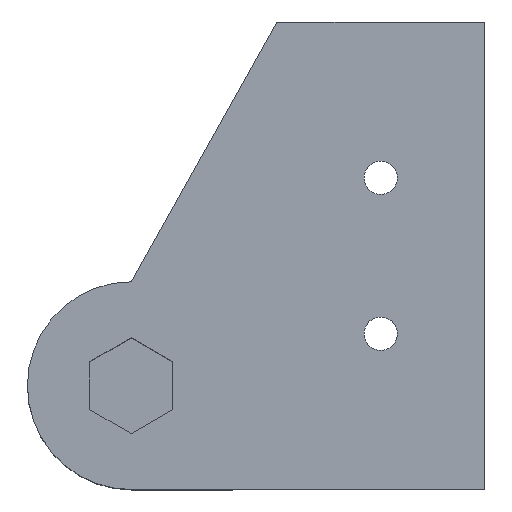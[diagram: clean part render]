
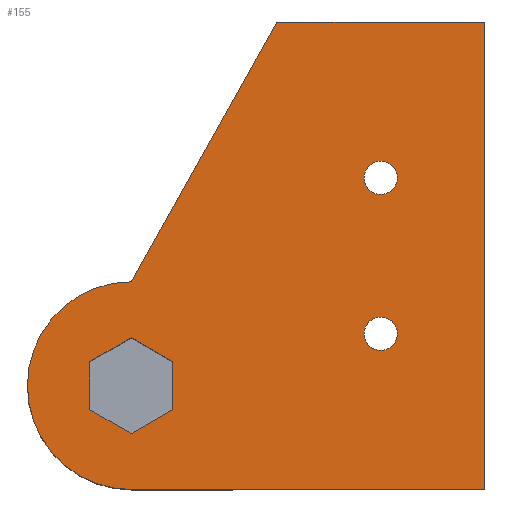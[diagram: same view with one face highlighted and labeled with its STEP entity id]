
A CAD part, top view. The second image highlights one B-rep face of the part: STEP entity #155.
In plain terms, the highlighted planar face has unit normal (0, 0, 1).
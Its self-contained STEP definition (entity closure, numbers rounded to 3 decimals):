
#24 = VERTEX_POINT('',#25);
#25 = CARTESIAN_POINT('',(150.,-95.,0.));
#31 = EDGE_CURVE('',#24,#32,#34,.T.);
#32 = VERTEX_POINT('',#33);
#33 = CARTESIAN_POINT('',(150.,-50.,0.));
#34 = LINE('',#35,#36);
#35 = CARTESIAN_POINT('',(150.,-95.,0.));
#36 = VECTOR('',#37,1.);
#37 = DIRECTION('',(0.,1.,0.));
#113 = VERTEX_POINT('',#114);
#114 = CARTESIAN_POINT('',(116.,-95.,0.));
#120 = EDGE_CURVE('',#24,#113,#121,.T.);
#121 = LINE('',#122,#123);
#122 = CARTESIAN_POINT('',(150.,-95.,0.));
#123 = VECTOR('',#124,1.);
#124 = DIRECTION('',(-1.,-0.,-0.));
#155 = ADVANCED_FACE('',(#156,#183,#194,#244),#255,.T.);
#156 = FACE_BOUND('',#157,.F.);
#157 = EDGE_LOOP('',(#158,#159,#168,#176,#182));
#158 = ORIENTED_EDGE('',*,*,#120,.T.);
#159 = ORIENTED_EDGE('',*,*,#160,.T.);
#160 = EDGE_CURVE('',#113,#161,#163,.T.);
#161 = VERTEX_POINT('',#162);
#162 = CARTESIAN_POINT('',(116.,-75.,0.));
#163 = CIRCLE('',#164,10.);
#164 = AXIS2_PLACEMENT_3D('',#165,#166,#167);
#165 = CARTESIAN_POINT('',(116.,-85.,0.));
#166 = DIRECTION('',(0.,0.,-1.));
#167 = DIRECTION('',(-1.,-0.,-0.));
#168 = ORIENTED_EDGE('',*,*,#169,.F.);
#169 = EDGE_CURVE('',#170,#161,#172,.T.);
#170 = VERTEX_POINT('',#171);
#171 = CARTESIAN_POINT('',(130.,-50.,0.));
#172 = LINE('',#173,#174);
#173 = CARTESIAN_POINT('',(130.,-50.,0.));
#174 = VECTOR('',#175,1.);
#175 = DIRECTION('',(-0.489,-0.873,-0.));
#176 = ORIENTED_EDGE('',*,*,#177,.F.);
#177 = EDGE_CURVE('',#32,#170,#178,.T.);
#178 = LINE('',#179,#180);
#179 = CARTESIAN_POINT('',(150.,-50.,0.));
#180 = VECTOR('',#181,1.);
#181 = DIRECTION('',(-1.,-0.,-0.));
#182 = ORIENTED_EDGE('',*,*,#31,.F.);
#183 = FACE_BOUND('',#184,.F.);
#184 = EDGE_LOOP('',(#185));
#185 = ORIENTED_EDGE('',*,*,#186,.F.);
#186 = EDGE_CURVE('',#187,#187,#189,.T.);
#187 = VERTEX_POINT('',#188);
#188 = CARTESIAN_POINT('',(141.6,-80.,0.));
#189 = CIRCLE('',#190,1.6);
#190 = AXIS2_PLACEMENT_3D('',#191,#192,#193);
#191 = CARTESIAN_POINT('',(140.,-80.,0.));
#192 = DIRECTION('',(0.,0.,-1.));
#193 = DIRECTION('',(1.,0.,0.));
#194 = FACE_BOUND('',#195,.F.);
#195 = EDGE_LOOP('',(#196,#206,#214,#222,#230,#238));
#196 = ORIENTED_EDGE('',*,*,#197,.F.);
#197 = EDGE_CURVE('',#198,#200,#202,.T.);
#198 = VERTEX_POINT('',#199);
#199 = CARTESIAN_POINT('',(120.,-82.691,0.));
#200 = VERTEX_POINT('',#201);
#201 = CARTESIAN_POINT('',(120.,-87.309,0.));
#202 = LINE('',#203,#204);
#203 = CARTESIAN_POINT('',(120.,-82.691,0.));
#204 = VECTOR('',#205,1.);
#205 = DIRECTION('',(-0.,-1.,-0.));
#206 = ORIENTED_EDGE('',*,*,#207,.F.);
#207 = EDGE_CURVE('',#208,#198,#210,.T.);
#208 = VERTEX_POINT('',#209);
#209 = CARTESIAN_POINT('',(116.,-80.381,0.));
#210 = LINE('',#211,#212);
#211 = CARTESIAN_POINT('',(116.,-80.381,0.));
#212 = VECTOR('',#213,1.);
#213 = DIRECTION('',(0.866,-0.5,0.));
#214 = ORIENTED_EDGE('',*,*,#215,.F.);
#215 = EDGE_CURVE('',#216,#208,#218,.T.);
#216 = VERTEX_POINT('',#217);
#217 = CARTESIAN_POINT('',(112.,-82.691,0.));
#218 = LINE('',#219,#220);
#219 = CARTESIAN_POINT('',(112.,-82.691,0.));
#220 = VECTOR('',#221,1.);
#221 = DIRECTION('',(0.866,0.5,0.));
#222 = ORIENTED_EDGE('',*,*,#223,.F.);
#223 = EDGE_CURVE('',#224,#216,#226,.T.);
#224 = VERTEX_POINT('',#225);
#225 = CARTESIAN_POINT('',(112.,-87.309,0.));
#226 = LINE('',#227,#228);
#227 = CARTESIAN_POINT('',(112.,-87.309,0.));
#228 = VECTOR('',#229,1.);
#229 = DIRECTION('',(0.,1.,0.));
#230 = ORIENTED_EDGE('',*,*,#231,.F.);
#231 = EDGE_CURVE('',#232,#224,#234,.T.);
#232 = VERTEX_POINT('',#233);
#233 = CARTESIAN_POINT('',(116.,-89.619,0.));
#234 = LINE('',#235,#236);
#235 = CARTESIAN_POINT('',(116.,-89.619,0.));
#236 = VECTOR('',#237,1.);
#237 = DIRECTION('',(-0.866,0.5,0.));
#238 = ORIENTED_EDGE('',*,*,#239,.F.);
#239 = EDGE_CURVE('',#200,#232,#240,.T.);
#240 = LINE('',#241,#242);
#241 = CARTESIAN_POINT('',(120.,-87.309,0.));
#242 = VECTOR('',#243,1.);
#243 = DIRECTION('',(-0.866,-0.5,-0.));
#244 = FACE_BOUND('',#245,.F.);
#245 = EDGE_LOOP('',(#246));
#246 = ORIENTED_EDGE('',*,*,#247,.F.);
#247 = EDGE_CURVE('',#248,#248,#250,.T.);
#248 = VERTEX_POINT('',#249);
#249 = CARTESIAN_POINT('',(141.6,-65.,0.));
#250 = CIRCLE('',#251,1.6);
#251 = AXIS2_PLACEMENT_3D('',#252,#253,#254);
#252 = CARTESIAN_POINT('',(140.,-65.,0.));
#253 = DIRECTION('',(0.,0.,-1.));
#254 = DIRECTION('',(1.,0.,0.));
#255 = PLANE('',#256);
#256 = AXIS2_PLACEMENT_3D('',#257,#258,#259);
#257 = CARTESIAN_POINT('',(130.109,-76.545,0.));
#258 = DIRECTION('',(0.,0.,1.));
#259 = DIRECTION('',(1.,0.,0.));
